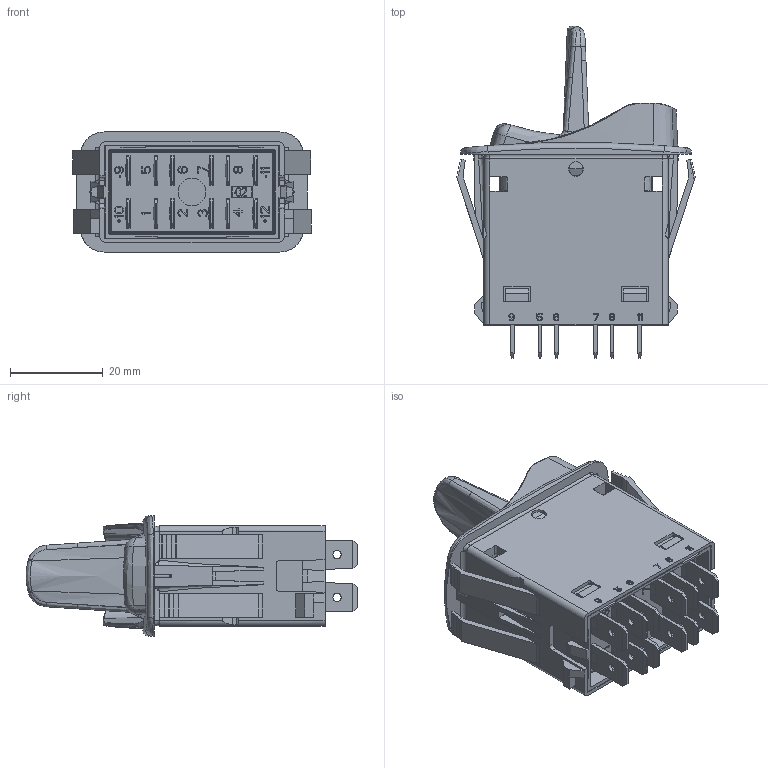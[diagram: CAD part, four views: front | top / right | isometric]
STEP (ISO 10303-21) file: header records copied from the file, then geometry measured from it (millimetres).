
FILE_DESCRIPTION((''),'2;1');
FILE_NAME('LSERIES_250QC_GUARD_P_SW0001','2011-11-18T',('danboyden'),(''),'PRO/ENGINEER BY PARAMETRIC TECHNOLOGY CORPORATION, 2010280','PRO/ENGINEER BY PARAMETRIC TECHNOLOGY CORPORATION, 2010280','');
FILE_SCHEMA(('CONFIG_CONTROL_DESIGN'));
Products named in the file (1): LSERIES_250QC_GUARD_P_SW0001
Bounding box: 51.56 x 71.63 x 25.91 mm (x, y, z)
Volume: 17637.5 mm3; surface area: 26282.3 mm2
Topology: 1 solids, 1 shells, 3249 faces, 9061 edges, 5898 vertices
Faces by surface type: plane 2500, cylinder 396, bspline 208, cone 72, torus 52, sphere 20, extrusion 1
Entity records: 121496 total; most frequent: CARTESIAN_POINT 40435, ORIENTED_EDGE 18114, DIRECTION 14744, EDGE_CURVE 9057, VECTOR 7242, LINE 7241, VERTEX_POINT 5898, AXIS2_PLACEMENT_3D 3751
